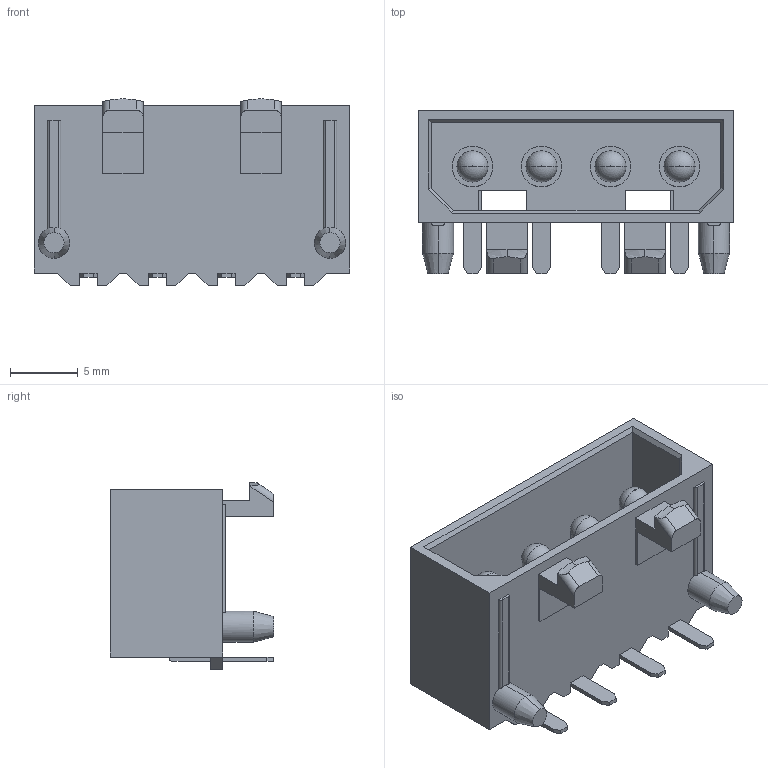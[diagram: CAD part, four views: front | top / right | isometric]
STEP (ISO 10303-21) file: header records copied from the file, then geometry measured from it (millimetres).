
FILE_DESCRIPTION (( 'STEP AP214' ), '1' );
FILE_NAME ('4 Pin Molex Connector.STEP', '2017-07-07T11:44:52', ( '26' ), ( '' ), 'SwSTEP 2.0', 'SolidWorks 2015', '' );
FILE_SCHEMA (( 'AUTOMOTIVE_DESIGN' ));
Length unit declared in the file: millimetre
Products named in the file (1): 4 Pin Molex Connector
Bounding box: 23.26 x 12.04 x 13.71 mm (x, y, z)
Volume: 1127.5 mm3; surface area: 2340.8 mm2
Topology: 1 solids, 1 shells, 201 faces, 534 edges, 344 vertices
Faces by surface type: plane 153, cylinder 36, torus 8, cone 4
Entity records: 6922 total; most frequent: CARTESIAN_POINT 1168, ORIENTED_EDGE 1068, DIRECTION 998, EDGE_CURVE 534, VECTOR 434, LINE 434, VERTEX_POINT 344, AXIS2_PLACEMENT_3D 282
